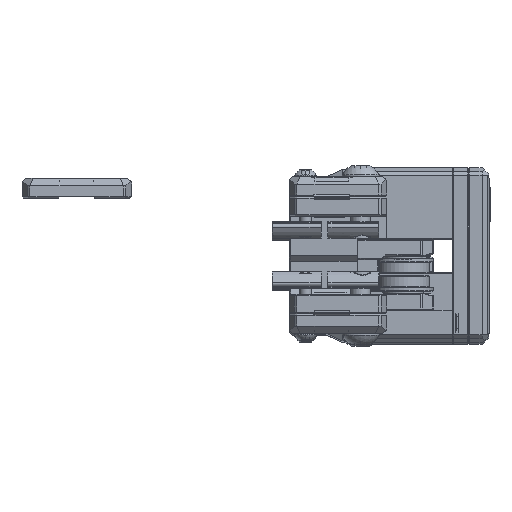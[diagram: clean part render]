
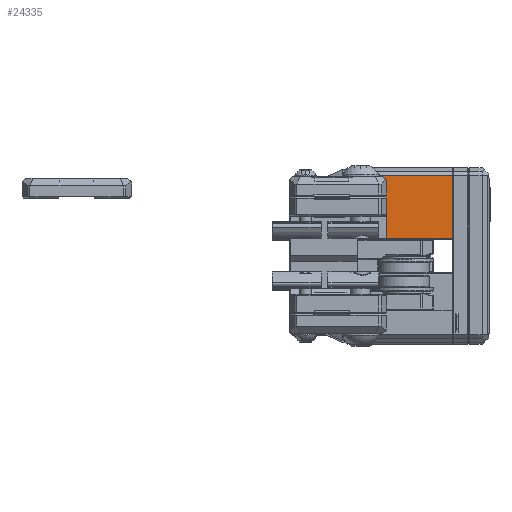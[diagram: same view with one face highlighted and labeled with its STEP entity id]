
A CAD part, left-side view. The second image highlights one B-rep face of the part: STEP entity #24335.
In plain terms, the highlighted face is planar.
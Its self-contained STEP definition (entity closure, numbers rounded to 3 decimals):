
#2869=FACE_OUTER_BOUND('',#4331,.T.);
#4331=EDGE_LOOP('',(#18696,#18697,#18698,#18699,#18700,#18701,#18702,#18703,
#18704));
#6151=LINE('',#47100,#8522);
#6296=LINE('',#47419,#8667);
#6302=LINE('',#47447,#8673);
#6305=LINE('',#47453,#8676);
#6306=LINE('',#47454,#8677);
#6307=LINE('',#47456,#8678);
#6308=LINE('',#47458,#8679);
#6309=LINE('',#47460,#8680);
#6310=LINE('',#47461,#8681);
#8522=VECTOR('',#30042,10.);
#8667=VECTOR('',#30285,10.);
#8673=VECTOR('',#30297,10.);
#8676=VECTOR('',#30302,10.);
#8677=VECTOR('',#30303,10.);
#8678=VECTOR('',#30304,10.);
#8679=VECTOR('',#30305,10.);
#8680=VECTOR('',#30306,10.);
#8681=VECTOR('',#30307,10.);
#10832=VERTEX_POINT('',#47097);
#10833=VERTEX_POINT('',#47099);
#10949=VERTEX_POINT('',#47416);
#10950=VERTEX_POINT('',#47418);
#10957=VERTEX_POINT('',#47446);
#10959=VERTEX_POINT('',#47452);
#10960=VERTEX_POINT('',#47455);
#10961=VERTEX_POINT('',#47457);
#10962=VERTEX_POINT('',#47459);
#13585=EDGE_CURVE('',#10833,#10832,#6151,.T.);
#13742=EDGE_CURVE('',#10949,#10950,#6296,.T.);
#13751=EDGE_CURVE('',#10950,#10957,#6302,.T.);
#13754=EDGE_CURVE('',#10949,#10959,#6305,.T.);
#13755=EDGE_CURVE('',#10959,#10833,#6306,.T.);
#13756=EDGE_CURVE('',#10832,#10960,#6307,.T.);
#13757=EDGE_CURVE('',#10960,#10961,#6308,.T.);
#13758=EDGE_CURVE('',#10962,#10961,#6309,.T.);
#13759=EDGE_CURVE('',#10957,#10962,#6310,.T.);
#18696=ORIENTED_EDGE('',*,*,#13742,.F.);
#18697=ORIENTED_EDGE('',*,*,#13754,.T.);
#18698=ORIENTED_EDGE('',*,*,#13755,.T.);
#18699=ORIENTED_EDGE('',*,*,#13585,.T.);
#18700=ORIENTED_EDGE('',*,*,#13756,.T.);
#18701=ORIENTED_EDGE('',*,*,#13757,.T.);
#18702=ORIENTED_EDGE('',*,*,#13758,.F.);
#18703=ORIENTED_EDGE('',*,*,#13759,.F.);
#18704=ORIENTED_EDGE('',*,*,#13751,.F.);
#23245=PLANE('',#26050);
#24335=ADVANCED_FACE('',(#2869),#23245,.T.);
#26050=AXIS2_PLACEMENT_3D('',#47451,#30300,#30301);
#30042=DIRECTION('',(0.,0.,1.));
#30285=DIRECTION('',(0.,0.,-1.));
#30297=DIRECTION('',(0.,-0.423,0.906));
#30300=DIRECTION('center_axis',(1.,0.,0.));
#30301=DIRECTION('ref_axis',(0.,0.,-1.));
#30302=DIRECTION('',(0.,0.707,0.707));
#30303=DIRECTION('',(0.,1.,0.));
#30304=DIRECTION('',(0.,-1.,0.));
#30305=DIRECTION('',(0.,0.,1.));
#30306=DIRECTION('',(0.,1.,0.));
#30307=DIRECTION('',(0.,0.,1.));
#47097=CARTESIAN_POINT('',(-21.,15.89,0.));
#47099=CARTESIAN_POINT('',(-21.,15.89,-0.011));
#47100=CARTESIAN_POINT('',(-21.,15.89,6.75));
#47416=CARTESIAN_POINT('',(-21.,4.25,-1.161));
#47418=CARTESIAN_POINT('',(-21.,4.25,-18.705));
#47419=CARTESIAN_POINT('',(-21.,4.25,10.5));
#47446=CARTESIAN_POINT('',(-21.,-0.456,-8.613));
#47447=CARTESIAN_POINT('',(-21.,-4.321,-0.323));
#47451=CARTESIAN_POINT('Origin',(-21.,0.,21.));
#47452=CARTESIAN_POINT('',(-21.,5.4,-0.011));
#47453=CARTESIAN_POINT('',(-21.,9.103,3.692));
#47454=CARTESIAN_POINT('',(-21.,2.5,-0.011));
#47455=CARTESIAN_POINT('',(-21.,15.69,0.));
#47456=CARTESIAN_POINT('',(-21.,10.,0.));
#47457=CARTESIAN_POINT('',(-21.,15.69,16.8));
#47458=CARTESIAN_POINT('',(-21.,15.69,24.));
#47459=CARTESIAN_POINT('',(-21.,-0.456,16.8));
#47460=CARTESIAN_POINT('',(-21.,6.475,16.8));
#47461=CARTESIAN_POINT('',(-21.,-0.456,19.));
